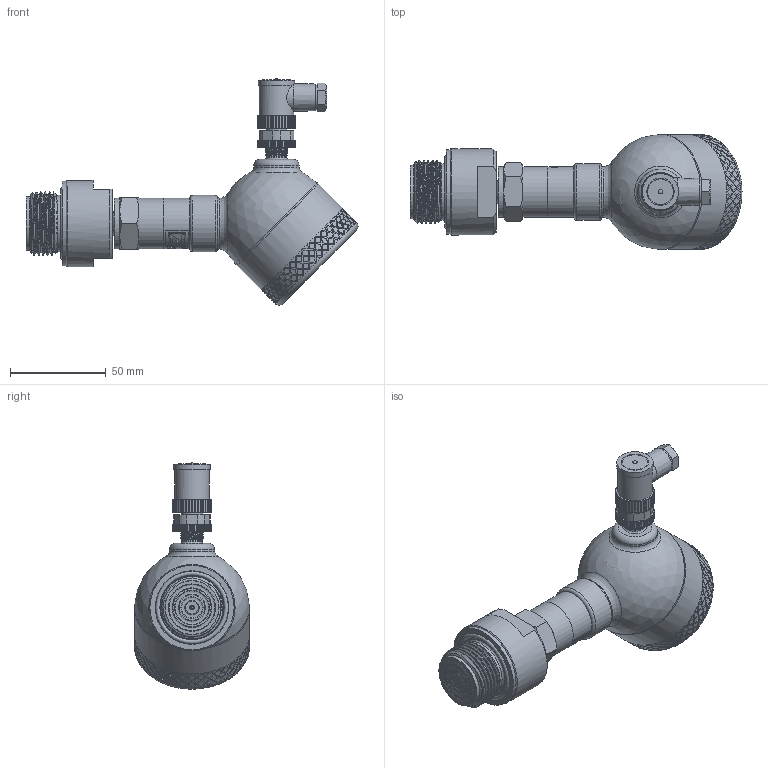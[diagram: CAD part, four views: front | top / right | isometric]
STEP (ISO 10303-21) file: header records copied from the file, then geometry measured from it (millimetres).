
FILE_DESCRIPTION(/* description */ (''),/* implementation_level */ '2;1');
FILE_NAME(/* name */ 'APZ3420mFH_G1DIN-flush_2_display.step',/* time_stamp */ '2021-07-07T16:14:30+03:00',/* author */ (''),/* organization */ (''),/* preprocessor_version */ 'ST-DEVELOPER v18.1',/* originating_system */ 'Autodesk Translation Framework v10.9.0.1377',/* authorisation */ '');
FILE_SCHEMA (('AUTOMOTIVE_DESIGN { 1 0 10303 214 3 1 1 }'));
Length unit declared in the file: millimetre
Products named in the file (9): АПЗ420М-полевойкорпус-
заполненный; Заполненный полевой 
корпус v13; Cover for display; Display; Main body; M12x1 adapter; M12x1 female angular v10; G1\4EN; G1DIN diaphragm 28 v7 (1)
Assembly tree (8 placements, depth 3):
  АПЗ420М-полевойкорпус-
заполненный
    Заполненный полевой 
корпус v13
      Cover for display
      Display
      Main body
      M12x1 adapter
      M12x1 female angular v10
    G1\4EN
    G1DIN diaphragm 28 v7 (1)
Bounding box: 173.38 x 60.1 x 118.16 mm (x, y, z)
Volume: 281067 mm3; surface area: 61096.4 mm2
Topology: 18 solids, 18 shells, 1896 faces, 4782 edges, 3147 vertices
Faces by surface type: bspline 983, cylinder 539, plane 305, torus 34, cone 33, sphere 2
Full cylindrical faces by diameter (mm): 1 x4, 2 x1, 3.3 x1, 4 x1, 5 x7, 7 x1, 8 x1, 9.3 x1, 9.471 x2, 9.5 x2, 10.5 x2, 10.741 x7, 11 x1, 11.035 x4, 11.156 x1, 11.445 x4, 11.884 x6, 12.152 x4, 13 x1, 13.157 x9, 18 x1, 19 x1, 19.7 x1, 21.6 x1, 21.767 x1, 22.4 x1, 23.6 x1, 24.5 x2, 26.5 x2, 28 x1
Entity records: 86858 total; most frequent: CARTESIAN_POINT 48581, ORIENTED_EDGE 9560, EDGE_CURVE 4780, DIRECTION 4726, VERTEX_POINT 3147, B_SPLINE_CURVE_WITH_KNOTS 2771, EDGE_LOOP 2161, FACE_OUTER_BOUND 1896
